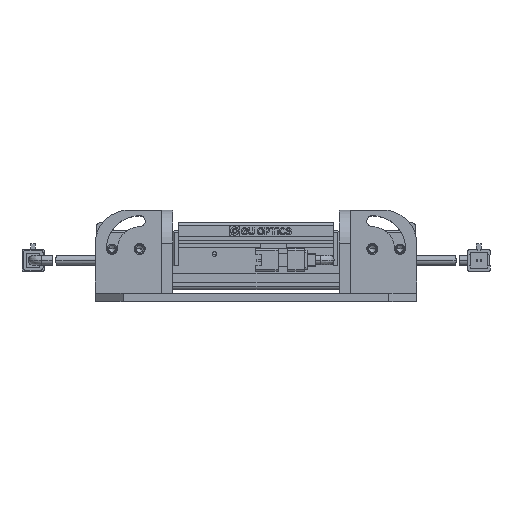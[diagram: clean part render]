
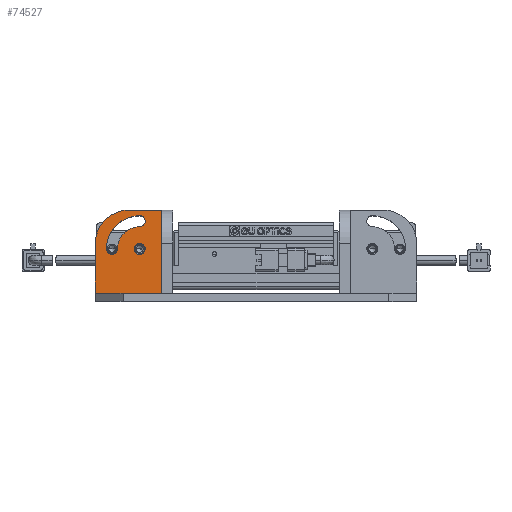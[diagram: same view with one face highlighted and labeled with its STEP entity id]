
A CAD part, top view. The second image highlights one B-rep face of the part: STEP entity #74527.
In plain terms, the highlighted planar face has unit normal (0, 0, 1).
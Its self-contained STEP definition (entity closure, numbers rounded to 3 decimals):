
#24 = ORIENTED_EDGE ( 'NONE', *, *, #16645, .F. ) ;
#1344 = CARTESIAN_POINT ( 'NONE',  ( -42., 14., 34. ) ) ;
#1960 = CARTESIAN_POINT ( 'NONE',  ( -58., 0., 34. ) ) ;
#2618 = VECTOR ( 'NONE', #47575, 1000. ) ;
#3070 = FACE_BOUND ( 'NONE', #71541, .T. ) ;
#5643 = ORIENTED_EDGE ( 'NONE', *, *, #15090, .F. ) ;
#5669 = CARTESIAN_POINT ( 'NONE',  ( -42., 16., 34. ) ) ;
#5784 = CARTESIAN_POINT ( 'NONE',  ( -42., 16., 34. ) ) ;
#6197 = CARTESIAN_POINT ( 'NONE',  ( -30., 30., 34. ) ) ;
#7785 = EDGE_CURVE ( 'NONE', #83248, #15551, #76490, .T. ) ;
#8714 = AXIS2_PLACEMENT_3D ( 'NONE', #62640, #22058, #69440 ) ;
#9328 = VERTEX_POINT ( 'NONE', #75243 ) ;
#11118 = VERTEX_POINT ( 'NONE', #68043 ) ;
#12465 = CIRCLE ( 'NONE', #27910, 12. ) ;
#12511 = DIRECTION ( 'NONE',  ( 0., -1., 0. ) ) ;
#12622 = DIRECTION ( 'NONE',  ( 0., -1., 0. ) ) ;
#12741 = DIRECTION ( 'NONE',  ( -1., 0., 0. ) ) ;
#13763 = EDGE_CURVE ( 'NONE', #43152, #9328, #80520, .T. ) ;
#15090 = EDGE_CURVE ( 'NONE', #43152, #50413, #40902, .T. ) ;
#15551 = VERTEX_POINT ( 'NONE', #40965 ) ;
#16645 = EDGE_CURVE ( 'NONE', #54247, #9328, #57663, .T. ) ;
#17407 = EDGE_CURVE ( 'NONE', #11118, #39464, #52148, .T. ) ;
#20460 = CARTESIAN_POINT ( 'NONE',  ( -34., 0., 34. ) ) ;
#20597 = CARTESIAN_POINT ( 'NONE',  ( -34., 30., 34. ) ) ;
#21976 = ORIENTED_EDGE ( 'NONE', *, *, #7785, .F. ) ;
#22058 = DIRECTION ( 'NONE',  ( 0., 0., 1. ) ) ;
#22794 = LINE ( 'NONE', #60865, #2618 ) ;
#23778 = ORIENTED_EDGE ( 'NONE', *, *, #79895, .F. ) ;
#24350 = CARTESIAN_POINT ( 'NONE',  ( -52., 16., 34. ) ) ;
#25987 = CARTESIAN_POINT ( 'NONE',  ( -46., 18., 34. ) ) ;
#26449 = VECTOR ( 'NONE', #38484, 1000. ) ;
#26530 = VECTOR ( 'NONE', #12741, 1000. ) ;
#27626 = CIRCLE ( 'NONE', #40886, 2. ) ;
#27910 = AXIS2_PLACEMENT_3D ( 'NONE', #5669, #53096, #12511 ) ;
#28245 = AXIS2_PLACEMENT_3D ( 'NONE', #39583, #86940, #46458 ) ;
#28654 = ORIENTED_EDGE ( 'NONE', *, *, #35752, .F. ) ;
#29454 = EDGE_CURVE ( 'NONE', #54247, #64825, #22794, .T. ) ;
#29695 = VERTEX_POINT ( 'NONE', #78221 ) ;
#30252 = VECTOR ( 'NONE', #55794, 1000. ) ;
#30541 = AXIS2_PLACEMENT_3D ( 'NONE', #25987, #73334, #32823 ) ;
#30618 = EDGE_CURVE ( 'NONE', #49330, #86755, #59561, .T. ) ;
#31206 = DIRECTION ( 'NONE',  ( 0., -1., 0. ) ) ;
#32823 = DIRECTION ( 'NONE',  ( 1., 0., 0. ) ) ;
#32878 = DIRECTION ( 'NONE',  ( 0., 0., 1. ) ) ;
#32962 = CARTESIAN_POINT ( 'NONE',  ( -58., 18., 34. ) ) ;
#34869 = EDGE_CURVE ( 'NONE', #86755, #83248, #27626, .T. ) ;
#35413 = CARTESIAN_POINT ( 'NONE',  ( -34., 0., 34. ) ) ;
#35752 = EDGE_CURVE ( 'NONE', #29695, #49330, #12465, .T. ) ;
#35892 = DIRECTION ( 'NONE',  ( 0., 0., -1. ) ) ;
#36895 = ORIENTED_EDGE ( 'NONE', *, *, #17407, .F. ) ;
#38484 = DIRECTION ( 'NONE',  ( -1., 0., 0. ) ) ;
#39179 = FACE_BOUND ( 'NONE', #63034, .T. ) ;
#39254 = DIRECTION ( 'NONE',  ( 0., 0., 1. ) ) ;
#39464 = VERTEX_POINT ( 'NONE', #1344 ) ;
#39569 = AXIS2_PLACEMENT_3D ( 'NONE', #76398, #35892, #83195 ) ;
#39583 = CARTESIAN_POINT ( 'NONE',  ( -42., 16., 34. ) ) ;
#40886 = AXIS2_PLACEMENT_3D ( 'NONE', #24350, #71730, #31206 ) ;
#40902 = LINE ( 'NONE', #35413, #30252 ) ;
#40965 = CARTESIAN_POINT ( 'NONE',  ( -42., 24., 34. ) ) ;
#41712 = CARTESIAN_POINT ( 'NONE',  ( -50., 16., 34. ) ) ;
#42393 = PLANE ( 'NONE',  #39569 ) ;
#42836 = ORIENTED_EDGE ( 'NONE', *, *, #45835, .F. ) ;
#43152 = VERTEX_POINT ( 'NONE', #20597 ) ;
#45835 = EDGE_CURVE ( 'NONE', #15551, #29695, #72759, .T. ) ;
#46458 = DIRECTION ( 'NONE',  ( 0., -1., 0. ) ) ;
#47575 = DIRECTION ( 'NONE',  ( 0., -1., 0. ) ) ;
#48514 = CARTESIAN_POINT ( 'NONE',  ( -52., 14., 34. ) ) ;
#49330 = VERTEX_POINT ( 'NONE', #63011 ) ;
#50413 = VERTEX_POINT ( 'NONE', #20460 ) ;
#51362 = ORIENTED_EDGE ( 'NONE', *, *, #34869, .F. ) ;
#52148 = CIRCLE ( 'NONE', #64649, 2. ) ;
#53096 = DIRECTION ( 'NONE',  ( 0., 0., 1. ) ) ;
#53209 = DIRECTION ( 'NONE',  ( 0., 0., -1. ) ) ;
#54247 = VERTEX_POINT ( 'NONE', #32962 ) ;
#55639 = AXIS2_PLACEMENT_3D ( 'NONE', #79778, #39254, #86618 ) ;
#55794 = DIRECTION ( 'NONE',  ( 0., -1., 0. ) ) ;
#56251 = CIRCLE ( 'NONE', #28245, 2. ) ;
#57663 = CIRCLE ( 'NONE', #30541, 12. ) ;
#59561 = CIRCLE ( 'NONE', #8714, 2. ) ;
#60865 = CARTESIAN_POINT ( 'NONE',  ( -58., 30., 34. ) ) ;
#62640 = CARTESIAN_POINT ( 'NONE',  ( -52., 16., 34. ) ) ;
#63011 = CARTESIAN_POINT ( 'NONE',  ( -54., 16., 34. ) ) ;
#63034 = EDGE_LOOP ( 'NONE', ( #21976, #51362, #82757, #28654, #42836 ) ) ;
#63453 = EDGE_CURVE ( 'NONE', #39464, #11118, #56251, .T. ) ;
#64590 = LINE ( 'NONE', #72224, #26449 ) ;
#64649 = AXIS2_PLACEMENT_3D ( 'NONE', #73392, #32878, #80210 ) ;
#64825 = VERTEX_POINT ( 'NONE', #1960 ) ;
#65781 = ORIENTED_EDGE ( 'NONE', *, *, #63453, .F. ) ;
#66652 = AXIS2_PLACEMENT_3D ( 'NONE', #5784, #53209, #12622 ) ;
#67684 = ORIENTED_EDGE ( 'NONE', *, *, #29454, .T. ) ;
#68043 = CARTESIAN_POINT ( 'NONE',  ( -42., 18., 34. ) ) ;
#69440 = DIRECTION ( 'NONE',  ( 0., -1., 0. ) ) ;
#71541 = EDGE_LOOP ( 'NONE', ( #65781, #36895 ) ) ;
#71730 = DIRECTION ( 'NONE',  ( 0., 0., 1. ) ) ;
#72224 = CARTESIAN_POINT ( 'NONE',  ( -30., 0., 34. ) ) ;
#72759 = CIRCLE ( 'NONE', #55639, 2. ) ;
#73074 = FACE_OUTER_BOUND ( 'NONE', #82476, .T. ) ;
#73334 = DIRECTION ( 'NONE',  ( 0., 0., -1. ) ) ;
#73392 = CARTESIAN_POINT ( 'NONE',  ( -42., 16., 34. ) ) ;
#74527 = ADVANCED_FACE ( 'NONE', ( #73074, #3070, #39179 ), #42393, .F. ) ;
#75243 = CARTESIAN_POINT ( 'NONE',  ( -46., 30., 34. ) ) ;
#76398 = CARTESIAN_POINT ( 'NONE',  ( -59., 0., 34. ) ) ;
#76490 = CIRCLE ( 'NONE', #66652, 8. ) ;
#78221 = CARTESIAN_POINT ( 'NONE',  ( -42., 28., 34. ) ) ;
#79778 = CARTESIAN_POINT ( 'NONE',  ( -42., 26., 34. ) ) ;
#79895 = EDGE_CURVE ( 'NONE', #50413, #64825, #64590, .T. ) ;
#80210 = DIRECTION ( 'NONE',  ( 0., -1., 0. ) ) ;
#80520 = LINE ( 'NONE', #6197, #26530 ) ;
#82476 = EDGE_LOOP ( 'NONE', ( #24, #67684, #23778, #5643, #83245 ) ) ;
#82757 = ORIENTED_EDGE ( 'NONE', *, *, #30618, .F. ) ;
#83195 = DIRECTION ( 'NONE',  ( -1., 0., 0. ) ) ;
#83245 = ORIENTED_EDGE ( 'NONE', *, *, #13763, .T. ) ;
#83248 = VERTEX_POINT ( 'NONE', #41712 ) ;
#86618 = DIRECTION ( 'NONE',  ( 0., -1., 0. ) ) ;
#86755 = VERTEX_POINT ( 'NONE', #48514 ) ;
#86940 = DIRECTION ( 'NONE',  ( 0., 0., 1. ) ) ;
